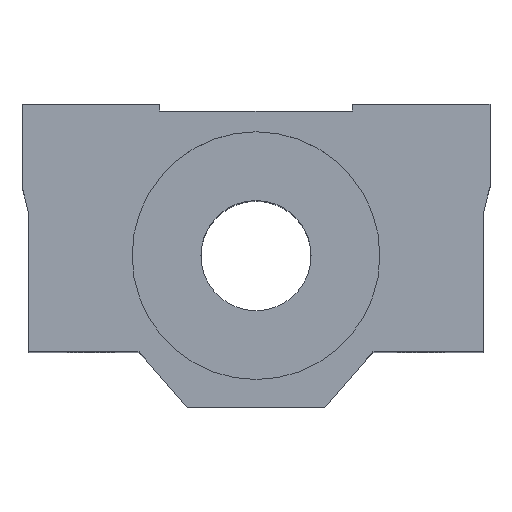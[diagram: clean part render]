
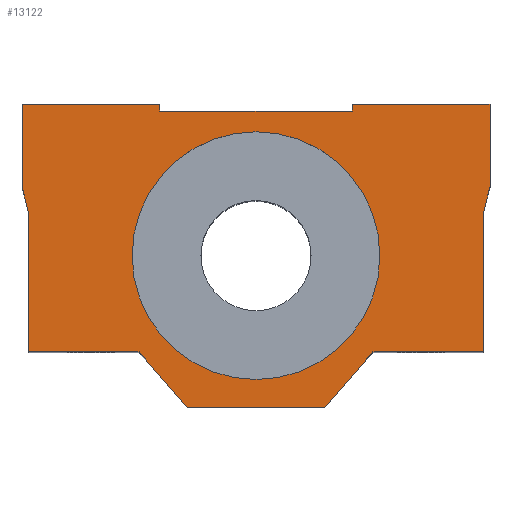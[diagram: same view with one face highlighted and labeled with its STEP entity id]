
A CAD part, top view. The second image highlights one B-rep face of the part: STEP entity #13122.
In plain terms, the highlighted planar face has unit normal (0, 0, 1).
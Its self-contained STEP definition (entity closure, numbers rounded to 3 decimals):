
#66 = CARTESIAN_POINT ( 'NONE',  ( 17., 0.5, 15. ) ) ;
#154 = VECTOR ( 'NONE', #10370, 1000. ) ;
#199 = CARTESIAN_POINT ( 'NONE',  ( 7., 0.5, 15. ) ) ;
#223 = LINE ( 'NONE', #2735, #5653 ) ;
#301 = DIRECTION ( 'NONE',  ( 0., 1., 0. ) ) ;
#379 = VERTEX_POINT ( 'NONE', #10406 ) ;
#489 = VERTEX_POINT ( 'NONE', #8300 ) ;
#512 = VECTOR ( 'NONE', #15347, 1000. ) ;
#543 = EDGE_CURVE ( 'NONE', #4022, #3347, #9466, .T. ) ;
#608 = VERTEX_POINT ( 'NONE', #5869 ) ;
#848 = LINE ( 'NONE', #4435, #1802 ) ;
#887 = CARTESIAN_POINT ( 'NONE',  ( -9., -10.5, 15. ) ) ;
#903 = CARTESIAN_POINT ( 'NONE',  ( 5., -21.5, 15. ) ) ;
#1014 = VERTEX_POINT ( 'NONE', #11852 ) ;
#1020 = DIRECTION ( 'NONE',  ( 0., 1., 0. ) ) ;
#1209 = DIRECTION ( 'NONE',  ( 0., 0., 1. ) ) ;
#1406 = AXIS2_PLACEMENT_3D ( 'NONE', #5719, #10493, #10337 ) ;
#1467 = ORIENTED_EDGE ( 'NONE', *, *, #7597, .T. ) ;
#1521 = DIRECTION ( 'NONE',  ( 0.243, -0.97, 0. ) ) ;
#1627 = VECTOR ( 'NONE', #301, 1000. ) ;
#1633 = VERTEX_POINT ( 'NONE', #3665 ) ;
#1802 = VECTOR ( 'NONE', #13070, 1000. ) ;
#1873 = ORIENTED_EDGE ( 'NONE', *, *, #2329, .T. ) ;
#1887 = CARTESIAN_POINT ( 'NONE',  ( -16.5, -7.5, 15. ) ) ;
#1954 = ORIENTED_EDGE ( 'NONE', *, *, #9798, .T. ) ;
#1978 = VERTEX_POINT ( 'NONE', #9511 ) ;
#2257 = ORIENTED_EDGE ( 'NONE', *, *, #10721, .T. ) ;
#2329 = EDGE_CURVE ( 'NONE', #608, #1014, #2847, .T. ) ;
#2360 = DIRECTION ( 'NONE',  ( 0.659, 0.753, 0. ) ) ;
#2546 = DIRECTION ( 'NONE',  ( 0., -1., 0. ) ) ;
#2619 = DIRECTION ( 'NONE',  ( 1., 0., 0. ) ) ;
#2622 = LINE ( 'NONE', #2700, #10943 ) ;
#2700 = CARTESIAN_POINT ( 'NONE',  ( -17., 0.5, 15. ) ) ;
#2735 = CARTESIAN_POINT ( 'NONE',  ( 7., 0., 15. ) ) ;
#2847 = LINE ( 'NONE', #7603, #11277 ) ;
#3136 = DIRECTION ( 'NONE',  ( -1., 0., 0. ) ) ;
#3196 = LINE ( 'NONE', #5692, #11279 ) ;
#3223 = CARTESIAN_POINT ( 'NONE',  ( 8.5, -17.5, 15. ) ) ;
#3226 = EDGE_LOOP ( 'NONE', ( #13303, #14393 ) ) ;
#3347 = VERTEX_POINT ( 'NONE', #3223 ) ;
#3393 = EDGE_CURVE ( 'NONE', #9285, #489, #8141, .T. ) ;
#3475 = FACE_BOUND ( 'NONE', #3226, .T. ) ;
#3665 = CARTESIAN_POINT ( 'NONE',  ( -17., 0.5, 15. ) ) ;
#3712 = VERTEX_POINT ( 'NONE', #6093 ) ;
#3776 = EDGE_CURVE ( 'NONE', #6448, #13847, #8439, .T. ) ;
#3892 = DIRECTION ( 'NONE',  ( 0., -1., 0. ) ) ;
#3952 = CARTESIAN_POINT ( 'NONE',  ( -8.5, -17.5, 15. ) ) ;
#3954 = EDGE_CURVE ( 'NONE', #11608, #4507, #9043, .T. ) ;
#3966 = ORIENTED_EDGE ( 'NONE', *, *, #10389, .T. ) ;
#4022 = VERTEX_POINT ( 'NONE', #903 ) ;
#4081 = LINE ( 'NONE', #8855, #13803 ) ;
#4103 = EDGE_CURVE ( 'NONE', #1014, #10717, #9141, .T. ) ;
#4435 = CARTESIAN_POINT ( 'NONE',  ( 17., -5.5, 15. ) ) ;
#4488 = CARTESIAN_POINT ( 'NONE',  ( -16.5, -17.5, 15. ) ) ;
#4507 = VERTEX_POINT ( 'NONE', #4821 ) ;
#4789 = VECTOR ( 'NONE', #2360, 1000. ) ;
#4794 = DIRECTION ( 'NONE',  ( -1., 0., 0. ) ) ;
#4821 = CARTESIAN_POINT ( 'NONE',  ( 16.5, -7.5, 15. ) ) ;
#5653 = VECTOR ( 'NONE', #3892, 1000. ) ;
#5669 = DIRECTION ( 'NONE',  ( 1., 0., 0. ) ) ;
#5675 = CIRCLE ( 'NONE', #11940, 9. ) ;
#5692 = CARTESIAN_POINT ( 'NONE',  ( -5., -21.5, 15. ) ) ;
#5719 = CARTESIAN_POINT ( 'NONE',  ( 0., -10.5, 15. ) ) ;
#5816 = LINE ( 'NONE', #7066, #9228 ) ;
#5869 = CARTESIAN_POINT ( 'NONE',  ( -17., -5.5, 15. ) ) ;
#6093 = CARTESIAN_POINT ( 'NONE',  ( 7., 0.5, 15. ) ) ;
#6146 = LINE ( 'NONE', #199, #9660 ) ;
#6448 = VERTEX_POINT ( 'NONE', #10293 ) ;
#6507 = LINE ( 'NONE', #11362, #12793 ) ;
#6514 = VECTOR ( 'NONE', #5669, 1000. ) ;
#6778 = EDGE_CURVE ( 'NONE', #379, #1633, #5816, .T. ) ;
#6810 = DIRECTION ( 'NONE',  ( 1., 0., 0. ) ) ;
#7011 = EDGE_CURVE ( 'NONE', #14965, #1978, #15043, .T. ) ;
#7066 = CARTESIAN_POINT ( 'NONE',  ( -7., 0.5, 15. ) ) ;
#7597 = EDGE_CURVE ( 'NONE', #10717, #14699, #7788, .T. ) ;
#7603 = CARTESIAN_POINT ( 'NONE',  ( -17., -5.5, 15. ) ) ;
#7788 = LINE ( 'NONE', #4488, #6514 ) ;
#7989 = ORIENTED_EDGE ( 'NONE', *, *, #11970, .T. ) ;
#8025 = CARTESIAN_POINT ( 'NONE',  ( 16.5, -7.5, 15. ) ) ;
#8038 = VERTEX_POINT ( 'NONE', #11996 ) ;
#8120 = CARTESIAN_POINT ( 'NONE',  ( -16.5, -17.5, 15. ) ) ;
#8141 = CIRCLE ( 'NONE', #1406, 9. ) ;
#8300 = CARTESIAN_POINT ( 'NONE',  ( 9., -10.5, 15. ) ) ;
#8375 = CARTESIAN_POINT ( 'NONE',  ( 8.5, -17.5, 15. ) ) ;
#8384 = ORIENTED_EDGE ( 'NONE', *, *, #6778, .T. ) ;
#8402 = FACE_OUTER_BOUND ( 'NONE', #13204, .T. ) ;
#8439 = LINE ( 'NONE', #66, #1627 ) ;
#8718 = EDGE_CURVE ( 'NONE', #3347, #11608, #6507, .T. ) ;
#8808 = ORIENTED_EDGE ( 'NONE', *, *, #11780, .T. ) ;
#8855 = CARTESIAN_POINT ( 'NONE',  ( -8.5, -17.5, 15. ) ) ;
#9043 = LINE ( 'NONE', #8025, #154 ) ;
#9066 = DIRECTION ( 'NONE',  ( 0., 0., 1. ) ) ;
#9119 = VECTOR ( 'NONE', #1020, 1000. ) ;
#9141 = LINE ( 'NONE', #1887, #512 ) ;
#9228 = VECTOR ( 'NONE', #4794, 1000. ) ;
#9285 = VERTEX_POINT ( 'NONE', #887 ) ;
#9466 = LINE ( 'NONE', #8375, #4789 ) ;
#9511 = CARTESIAN_POINT ( 'NONE',  ( -7., 0., 15. ) ) ;
#9583 = DIRECTION ( 'NONE',  ( -1., 0., 0. ) ) ;
#9660 = VECTOR ( 'NONE', #9583, 1000. ) ;
#9718 = CARTESIAN_POINT ( 'NONE',  ( 0., 0., 15. ) ) ;
#9798 = EDGE_CURVE ( 'NONE', #8038, #4022, #3196, .T. ) ;
#10191 = ORIENTED_EDGE ( 'NONE', *, *, #8718, .T. ) ;
#10293 = CARTESIAN_POINT ( 'NONE',  ( 17., -5.5, 15. ) ) ;
#10337 = DIRECTION ( 'NONE',  ( 1., 0., 0. ) ) ;
#10370 = DIRECTION ( 'NONE',  ( 0., 1., 0. ) ) ;
#10389 = EDGE_CURVE ( 'NONE', #14699, #8038, #4081, .T. ) ;
#10406 = CARTESIAN_POINT ( 'NONE',  ( -7., 0.5, 15. ) ) ;
#10456 = CARTESIAN_POINT ( 'NONE',  ( 17., 0.5, 15. ) ) ;
#10493 = DIRECTION ( 'NONE',  ( 0., 0., 1. ) ) ;
#10717 = VERTEX_POINT ( 'NONE', #8120 ) ;
#10721 = EDGE_CURVE ( 'NONE', #4507, #6448, #848, .T. ) ;
#10943 = VECTOR ( 'NONE', #2546, 1000. ) ;
#11196 = AXIS2_PLACEMENT_3D ( 'NONE', #9718, #1209, #2619 ) ;
#11252 = VECTOR ( 'NONE', #3136, 1000. ) ;
#11277 = VECTOR ( 'NONE', #1521, 1000. ) ;
#11279 = VECTOR ( 'NONE', #12750, 1000. ) ;
#11362 = CARTESIAN_POINT ( 'NONE',  ( 16.5, -17.5, 15. ) ) ;
#11423 = CARTESIAN_POINT ( 'NONE',  ( 0., -10.5, 15. ) ) ;
#11569 = ORIENTED_EDGE ( 'NONE', *, *, #7011, .T. ) ;
#11608 = VERTEX_POINT ( 'NONE', #13785 ) ;
#11780 = EDGE_CURVE ( 'NONE', #3712, #14965, #223, .T. ) ;
#11852 = CARTESIAN_POINT ( 'NONE',  ( -16.5, -7.5, 15. ) ) ;
#11940 = AXIS2_PLACEMENT_3D ( 'NONE', #11423, #9066, #15187 ) ;
#11970 = EDGE_CURVE ( 'NONE', #13847, #3712, #6146, .T. ) ;
#11996 = CARTESIAN_POINT ( 'NONE',  ( -5., -21.5, 15. ) ) ;
#12083 = ORIENTED_EDGE ( 'NONE', *, *, #15484, .T. ) ;
#12269 = ORIENTED_EDGE ( 'NONE', *, *, #3776, .T. ) ;
#12321 = CARTESIAN_POINT ( 'NONE',  ( 7., 0., 15. ) ) ;
#12465 = DIRECTION ( 'NONE',  ( 0.659, -0.753, 0. ) ) ;
#12658 = ORIENTED_EDGE ( 'NONE', *, *, #543, .T. ) ;
#12750 = DIRECTION ( 'NONE',  ( 1., 0., 0. ) ) ;
#12793 = VECTOR ( 'NONE', #6810, 1000. ) ;
#13070 = DIRECTION ( 'NONE',  ( 0.243, 0.97, 0. ) ) ;
#13122 = ADVANCED_FACE ( 'NONE', ( #3475, #8402 ), #14369, .T. ) ;
#13204 = EDGE_LOOP ( 'NONE', ( #8384, #15496, #1873, #14075, #1467, #3966, #1954, #12658, #10191, #14981, #2257, #12269, #7989, #8808, #11569, #12083 ) ) ;
#13303 = ORIENTED_EDGE ( 'NONE', *, *, #13492, .F. ) ;
#13492 = EDGE_CURVE ( 'NONE', #489, #9285, #5675, .T. ) ;
#13785 = CARTESIAN_POINT ( 'NONE',  ( 16.5, -17.5, 15. ) ) ;
#13803 = VECTOR ( 'NONE', #12465, 1000. ) ;
#13847 = VERTEX_POINT ( 'NONE', #10456 ) ;
#13867 = CARTESIAN_POINT ( 'NONE',  ( 7., 0., 15. ) ) ;
#14075 = ORIENTED_EDGE ( 'NONE', *, *, #4103, .T. ) ;
#14369 = PLANE ( 'NONE',  #11196 ) ;
#14393 = ORIENTED_EDGE ( 'NONE', *, *, #3393, .F. ) ;
#14699 = VERTEX_POINT ( 'NONE', #3952 ) ;
#14961 = EDGE_CURVE ( 'NONE', #1633, #608, #2622, .T. ) ;
#14965 = VERTEX_POINT ( 'NONE', #12321 ) ;
#14981 = ORIENTED_EDGE ( 'NONE', *, *, #3954, .T. ) ;
#15043 = LINE ( 'NONE', #13867, #11252 ) ;
#15120 = LINE ( 'NONE', #15431, #9119 ) ;
#15187 = DIRECTION ( 'NONE',  ( 1., 0., 0. ) ) ;
#15347 = DIRECTION ( 'NONE',  ( 0., -1., 0. ) ) ;
#15431 = CARTESIAN_POINT ( 'NONE',  ( -7., 0., 15. ) ) ;
#15484 = EDGE_CURVE ( 'NONE', #1978, #379, #15120, .T. ) ;
#15496 = ORIENTED_EDGE ( 'NONE', *, *, #14961, .T. ) ;
